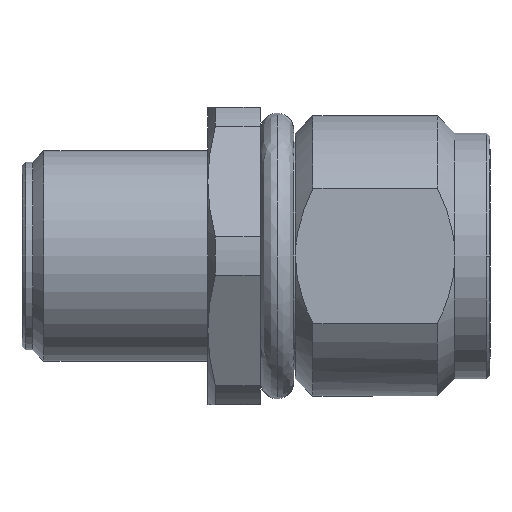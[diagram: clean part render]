
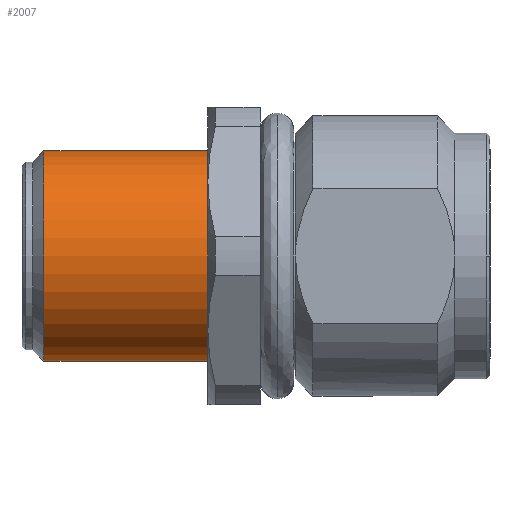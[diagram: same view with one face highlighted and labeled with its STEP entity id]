
A CAD part, left-side view. The second image highlights one B-rep face of the part: STEP entity #2007.
In plain terms, the highlighted cylindrical face has radius 6 mm (diameter 12 mm), a partial arc.
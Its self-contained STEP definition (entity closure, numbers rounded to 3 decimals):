
#419 = CARTESIAN_POINT ( 'NONE',  ( 0., 8.4, 0. ) ) ;
#1333 = DIRECTION ( 'NONE',  ( 0., 0., -1. ) ) ;
#1937 = VERTEX_POINT ( 'NONE', #2785 ) ;
#2007 = ADVANCED_FACE ( 'NONE', ( #5003 ), #11354, .T. ) ;
#2362 = AXIS2_PLACEMENT_3D ( 'NONE', #5509, #12316, #6474 ) ;
#2377 = DIRECTION ( 'NONE',  ( 0., -1., 0. ) ) ;
#2552 = CARTESIAN_POINT ( 'NONE',  ( 0., 18., -6. ) ) ;
#2785 = CARTESIAN_POINT ( 'NONE',  ( 0., 17.75, -6. ) ) ;
#3012 = EDGE_CURVE ( 'NONE', #7979, #10786, #4223, .T. ) ;
#3077 = AXIS2_PLACEMENT_3D ( 'NONE', #9153, #9199, #9883 ) ;
#4223 = LINE ( 'NONE', #10600, #11668 ) ;
#4318 = ORIENTED_EDGE ( 'NONE', *, *, #10968, .T. ) ;
#4376 = ORIENTED_EDGE ( 'NONE', *, *, #11749, .F. ) ;
#4495 = CARTESIAN_POINT ( 'NONE',  ( 0., 17.75, 6. ) ) ;
#4586 = EDGE_CURVE ( 'NONE', #1937, #10779, #7499, .T. ) ;
#4780 = CIRCLE ( 'NONE', #2362, 6. ) ;
#4936 = VECTOR ( 'NONE', #2377, 1000. ) ;
#5003 = FACE_OUTER_BOUND ( 'NONE', #7747, .T. ) ;
#5509 = CARTESIAN_POINT ( 'NONE',  ( 0., 17.75, 0. ) ) ;
#6474 = DIRECTION ( 'NONE',  ( 0., 0., -1. ) ) ;
#7051 = DIRECTION ( 'NONE',  ( 0., 1., 0. ) ) ;
#7205 = CIRCLE ( 'NONE', #12411, 6. ) ;
#7392 = ORIENTED_EDGE ( 'NONE', *, *, #3012, .F. ) ;
#7499 = LINE ( 'NONE', #2552, #4936 ) ;
#7747 = EDGE_LOOP ( 'NONE', ( #7392, #4376, #12154, #4318 ) ) ;
#7979 = VERTEX_POINT ( 'NONE', #4495 ) ;
#8639 = CARTESIAN_POINT ( 'NONE',  ( 0., 8.4, -6. ) ) ;
#9153 = CARTESIAN_POINT ( 'NONE',  ( 0., 18., 0. ) ) ;
#9199 = DIRECTION ( 'NONE',  ( 0., -1., 0. ) ) ;
#9640 = CARTESIAN_POINT ( 'NONE',  ( 0., 8.4, 6. ) ) ;
#9883 = DIRECTION ( 'NONE',  ( 0., 0., -1. ) ) ;
#10586 = DIRECTION ( 'NONE',  ( 0., -1., 0. ) ) ;
#10600 = CARTESIAN_POINT ( 'NONE',  ( 0., 18., 6. ) ) ;
#10779 = VERTEX_POINT ( 'NONE', #8639 ) ;
#10786 = VERTEX_POINT ( 'NONE', #9640 ) ;
#10968 = EDGE_CURVE ( 'NONE', #10779, #10786, #7205, .T. ) ;
#11354 = CYLINDRICAL_SURFACE ( 'NONE', #3077, 6. ) ;
#11668 = VECTOR ( 'NONE', #10586, 1000. ) ;
#11749 = EDGE_CURVE ( 'NONE', #1937, #7979, #4780, .T. ) ;
#12154 = ORIENTED_EDGE ( 'NONE', *, *, #4586, .T. ) ;
#12316 = DIRECTION ( 'NONE',  ( 0., 1., 0. ) ) ;
#12411 = AXIS2_PLACEMENT_3D ( 'NONE', #419, #7051, #1333 ) ;
